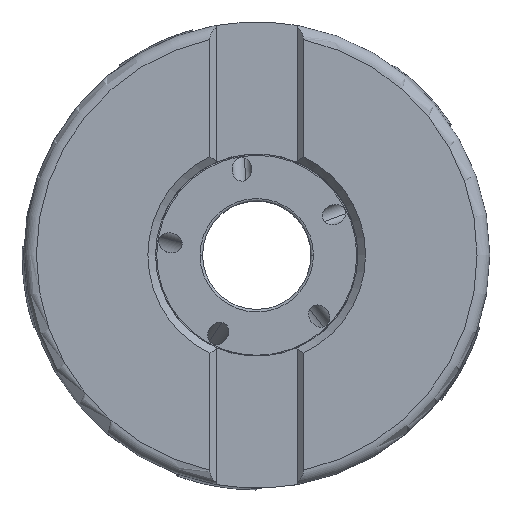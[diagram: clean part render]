
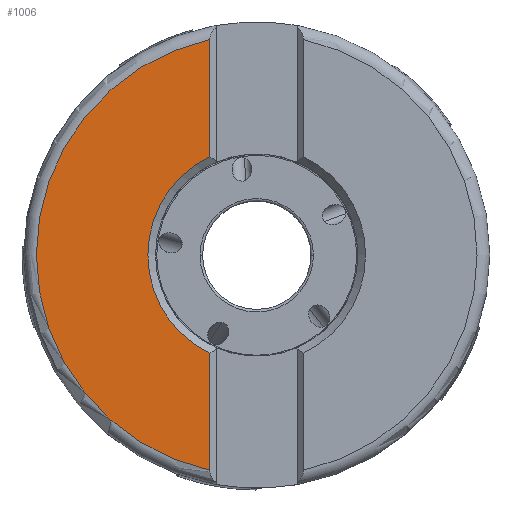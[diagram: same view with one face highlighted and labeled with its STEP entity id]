
A CAD part, top view. The second image highlights one B-rep face of the part: STEP entity #1006.
In plain terms, the highlighted planar face has unit normal (0, 0, 1).
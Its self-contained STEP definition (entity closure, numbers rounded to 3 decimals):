
#426=PLANE('',#14883);
#1006=ADVANCED_FACE('',(#2028),#426,.T.);
#2028=FACE_OUTER_BOUND('',#2737,.T.);
#2737=EDGE_LOOP('',(#7491,#7492,#7493,#7494,#7495,#7496));
#3219=LINE('',#22695,#3827);
#3220=LINE('',#22781,#3828);
#3827=VECTOR('',#16609,1.);
#3828=VECTOR('',#16620,1.);
#7491=ORIENTED_EDGE('',*,*,#11273,.F.);
#7492=ORIENTED_EDGE('',*,*,#11272,.F.);
#7493=ORIENTED_EDGE('',*,*,#11261,.T.);
#7494=ORIENTED_EDGE('',*,*,#11265,.F.);
#7495=ORIENTED_EDGE('',*,*,#11264,.F.);
#7496=ORIENTED_EDGE('',*,*,#11269,.T.);
#9640=VERTEX_POINT('',#22696);
#9641=VERTEX_POINT('',#22697);
#9642=VERTEX_POINT('',#22734);
#9643=VERTEX_POINT('',#22735);
#9646=VERTEX_POINT('',#22782);
#9648=VERTEX_POINT('',#22791);
#11261=EDGE_CURVE('',#9640,#9641,#3219,.T.);
#11264=EDGE_CURVE('',#9642,#9643,#13037,.T.);
#11265=EDGE_CURVE('',#9643,#9641,#13038,.T.);
#11269=EDGE_CURVE('',#9642,#9646,#3220,.T.);
#11272=EDGE_CURVE('',#9640,#9648,#13040,.T.);
#11273=EDGE_CURVE('',#9648,#9646,#13041,.T.);
#13037=CIRCLE('',#14320,34.575);
#13038=CIRCLE('',#14321,34.575);
#13040=CIRCLE('',#14325,17.075);
#13041=CIRCLE('',#14326,17.075);
#14320=AXIS2_PLACEMENT_3D('',#22733,#16612,#16613);
#14321=AXIS2_PLACEMENT_3D('',#22736,#16614,#16615);
#14325=AXIS2_PLACEMENT_3D('',#22790,#16624,#16625);
#14326=AXIS2_PLACEMENT_3D('',#22792,#16626,#16627);
#14883=AXIS2_PLACEMENT_3D('',#26508,#17947,#17948);
#16609=DIRECTION('',(0.,1.,0.));
#16612=DIRECTION('',(0.,0.,-1.));
#16613=DIRECTION('',(-0.213,-0.977,0.));
#16614=DIRECTION('',(0.,0.,-1.));
#16615=DIRECTION('',(-1.,0.001,0.));
#16620=DIRECTION('',(0.,1.,0.));
#16624=DIRECTION('',(0.,0.,1.));
#16625=DIRECTION('',(-0.43,0.903,0.));
#16626=DIRECTION('',(0.,0.,1.));
#16627=DIRECTION('',(-1.,0.,0.));
#17947=DIRECTION('',(0.,0.,1.));
#17948=DIRECTION('',(1.,0.,0.));
#22695=CARTESIAN_POINT('',(-7.35,15.412,0.));
#22696=CARTESIAN_POINT('',(-7.35,15.412,0.));
#22697=CARTESIAN_POINT('',(-7.35,33.785,0.));
#22733=CARTESIAN_POINT('',(0.,0.,0.));
#22734=CARTESIAN_POINT('',(-7.35,-33.785,0.));
#22735=CARTESIAN_POINT('',(-34.575,0.021,0.));
#22736=CARTESIAN_POINT('',(0.,0.,0.));
#22781=CARTESIAN_POINT('',(-7.35,-33.785,0.));
#22782=CARTESIAN_POINT('',(-7.35,-15.412,0.));
#22790=CARTESIAN_POINT('',(0.,0.,0.));
#22791=CARTESIAN_POINT('',(-17.075,0.,0.));
#22792=CARTESIAN_POINT('',(0.,0.,0.));
#26508=CARTESIAN_POINT('',(-20.962,0.,0.));
